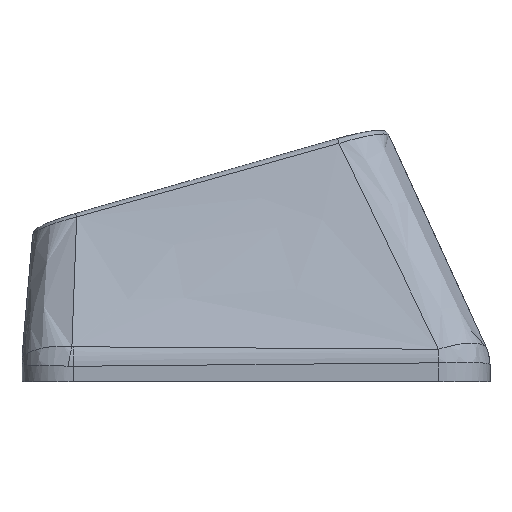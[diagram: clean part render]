
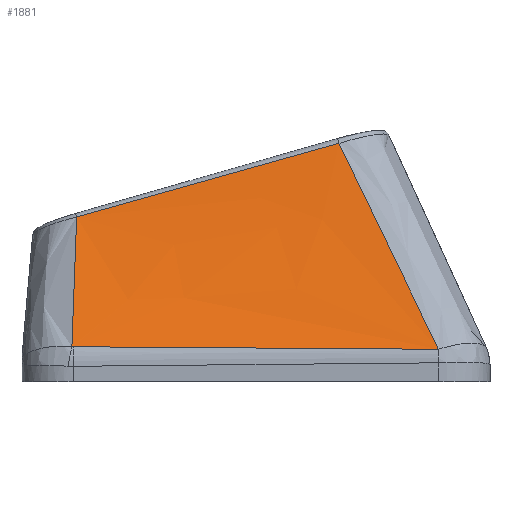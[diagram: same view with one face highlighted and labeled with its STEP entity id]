
A CAD part, left-side view. The second image highlights one B-rep face of the part: STEP entity #1881.
In plain terms, the highlighted free-form (B-spline) face has degree [3, 3] with [4, 4] control points.
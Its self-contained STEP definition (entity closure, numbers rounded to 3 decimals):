
#52=B_SPLINE_SURFACE_WITH_KNOTS('',3,3,((#4716,#4717,#4718,#4719),(#4720,
#4721,#4722,#4723),(#4724,#4725,#4726,#4727),(#4728,#4729,#4730,#4731)),
 .UNSPECIFIED.,.F.,.F.,.F.,(4,4),(4,4),(0.104,0.893),
(0.025,0.97),.UNSPECIFIED.);
#239=FACE_OUTER_BOUND('',#345,.T.);
#345=EDGE_LOOP('',(#1666,#1667,#1668,#1669,#1670,#1671));
#518=B_SPLINE_CURVE_WITH_KNOTS('',3,(#4242,#4243,#4244,#4245),
 .UNSPECIFIED.,.F.,.F.,(4,4),(0.,0.),.UNSPECIFIED.);
#520=B_SPLINE_CURVE_WITH_KNOTS('',3,(#4269,#4270,#4271,#4272),
 .UNSPECIFIED.,.F.,.F.,(4,4),(0.,1.416),.UNSPECIFIED.);
#522=B_SPLINE_CURVE_WITH_KNOTS('',3,(#4296,#4297,#4298,#4299),
 .UNSPECIFIED.,.F.,.F.,(4,4),(0.,0.005),
 .UNSPECIFIED.);
#544=B_SPLINE_CURVE_WITH_KNOTS('',3,(#4706,#4707,#4708,#4709),
 .UNSPECIFIED.,.F.,.F.,(4,4),(-0.605,-0.02),
 .UNSPECIFIED.);
#546=B_SPLINE_CURVE_WITH_KNOTS('',3,(#4733,#4734,#4735,#4736),
 .UNSPECIFIED.,.F.,.F.,(4,4),(0.024,0.961),
 .UNSPECIFIED.);
#547=B_SPLINE_CURVE_WITH_KNOTS('',3,(#4737,#4738,#4739,#4740),
 .UNSPECIFIED.,.F.,.F.,(4,4),(-1.057,0.),.UNSPECIFIED.);
#843=VERTEX_POINT('',#4201);
#847=VERTEX_POINT('',#4235);
#849=VERTEX_POINT('',#4262);
#851=VERTEX_POINT('',#4289);
#878=VERTEX_POINT('',#4705);
#879=VERTEX_POINT('',#4732);
#1108=EDGE_CURVE('',#843,#847,#518,.T.);
#1111=EDGE_CURVE('',#847,#849,#520,.T.);
#1114=EDGE_CURVE('',#849,#851,#522,.T.);
#1155=EDGE_CURVE('',#851,#878,#544,.T.);
#1157=EDGE_CURVE('',#879,#843,#546,.T.);
#1158=EDGE_CURVE('',#878,#879,#547,.T.);
#1666=ORIENTED_EDGE('',*,*,#1114,.F.);
#1667=ORIENTED_EDGE('',*,*,#1111,.F.);
#1668=ORIENTED_EDGE('',*,*,#1108,.F.);
#1669=ORIENTED_EDGE('',*,*,#1157,.F.);
#1670=ORIENTED_EDGE('',*,*,#1158,.F.);
#1671=ORIENTED_EDGE('',*,*,#1155,.F.);
#1881=ADVANCED_FACE('',(#239),#52,.T.);
#4201=CARTESIAN_POINT('',(-11.366,-7.081,0.254));
#4235=CARTESIAN_POINT('',(-11.366,-7.077,0.254));
#4242=CARTESIAN_POINT('Ctrl Pts',(-11.366,-7.081,0.254));
#4243=CARTESIAN_POINT('Ctrl Pts',(-11.366,-7.08,0.254));
#4244=CARTESIAN_POINT('Ctrl Pts',(-11.366,-7.079,0.254));
#4245=CARTESIAN_POINT('Ctrl Pts',(-11.366,-7.077,0.254));
#4262=CARTESIAN_POINT('',(-11.256,7.091,0.351));
#4269=CARTESIAN_POINT('Ctrl Pts',(-11.366,-7.077,0.254));
#4270=CARTESIAN_POINT('Ctrl Pts',(-11.346,-2.356,0.278));
#4271=CARTESIAN_POINT('Ctrl Pts',(-11.319,2.366,0.309));
#4272=CARTESIAN_POINT('Ctrl Pts',(-11.256,7.091,0.351));
#4289=CARTESIAN_POINT('',(-11.253,7.145,0.356));
#4296=CARTESIAN_POINT('Ctrl Pts',(-11.256,7.091,0.351));
#4297=CARTESIAN_POINT('Ctrl Pts',(-11.256,7.109,0.351));
#4298=CARTESIAN_POINT('Ctrl Pts',(-11.255,7.127,0.353));
#4299=CARTESIAN_POINT('Ctrl Pts',(-11.253,7.145,0.356));
#4705=CARTESIAN_POINT('',(-8.34,6.96,5.386));
#4706=CARTESIAN_POINT('Ctrl Pts',(-11.253,7.145,0.356));
#4707=CARTESIAN_POINT('Ctrl Pts',(-10.273,7.066,2.029));
#4708=CARTESIAN_POINT('Ctrl Pts',(-9.301,7.001,3.706));
#4709=CARTESIAN_POINT('Ctrl Pts',(-8.34,6.96,5.386));
#4716=CARTESIAN_POINT('Ctrl Pts',(-8.319,-3.64,8.36));
#4717=CARTESIAN_POINT('Ctrl Pts',(-9.335,-4.787,5.658));
#4718=CARTESIAN_POINT('Ctrl Pts',(-10.351,-5.934,2.956));
#4719=CARTESIAN_POINT('Ctrl Pts',(-11.366,-7.081,0.254));
#4720=CARTESIAN_POINT('Ctrl Pts',(-8.319,-0.032,
7.36));
#4721=CARTESIAN_POINT('Ctrl Pts',(-9.335,-0.801,
4.981));
#4722=CARTESIAN_POINT('Ctrl Pts',(-10.351,-1.571,2.602));
#4723=CARTESIAN_POINT('Ctrl Pts',(-11.366,-2.34,0.224));
#4724=CARTESIAN_POINT('Ctrl Pts',(-8.319,3.575,6.359));
#4725=CARTESIAN_POINT('Ctrl Pts',(-9.335,3.184,4.304));
#4726=CARTESIAN_POINT('Ctrl Pts',(-10.351,2.793,2.249));
#4727=CARTESIAN_POINT('Ctrl Pts',(-11.366,2.402,0.193));
#4728=CARTESIAN_POINT('Ctrl Pts',(-8.319,7.183,5.359));
#4729=CARTESIAN_POINT('Ctrl Pts',(-9.335,7.17,3.627));
#4730=CARTESIAN_POINT('Ctrl Pts',(-10.351,7.156,1.895));
#4731=CARTESIAN_POINT('Ctrl Pts',(-11.366,7.143,0.163));
#4732=CARTESIAN_POINT('',(-8.319,-3.22,8.243));
#4733=CARTESIAN_POINT('Ctrl Pts',(-8.319,-3.22,8.243));
#4734=CARTESIAN_POINT('Ctrl Pts',(-9.35,-4.518,5.589));
#4735=CARTESIAN_POINT('Ctrl Pts',(-10.362,-5.803,2.924));
#4736=CARTESIAN_POINT('Ctrl Pts',(-11.366,-7.081,0.254));
#4737=CARTESIAN_POINT('Ctrl Pts',(-8.34,6.96,5.386));
#4738=CARTESIAN_POINT('Ctrl Pts',(-8.333,3.565,6.33));
#4739=CARTESIAN_POINT('Ctrl Pts',(-8.326,0.172,7.285));
#4740=CARTESIAN_POINT('Ctrl Pts',(-8.319,-3.22,8.243));
